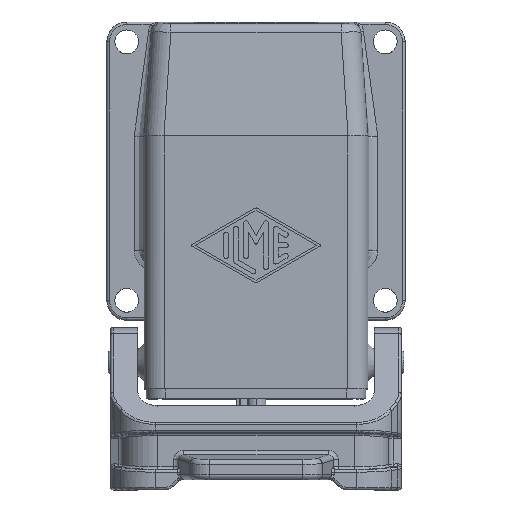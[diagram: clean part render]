
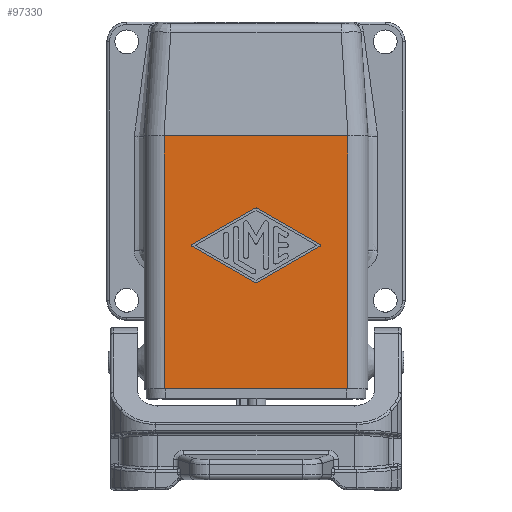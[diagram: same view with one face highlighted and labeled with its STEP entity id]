
A CAD part, top view. The second image highlights one B-rep face of the part: STEP entity #97330.
In plain terms, the highlighted planar face has unit normal (0, 0, 1).
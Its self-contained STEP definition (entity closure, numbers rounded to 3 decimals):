
#94950=CARTESIAN_POINT('',(78.049,43.081,105.9));
#94960=VERTEX_POINT('',#94950);
#95130=CARTESIAN_POINT('',(85.266,55.706,105.9));
#95140=VERTEX_POINT('',#95130);
#95170=CARTESIAN_POINT('',(85.408,55.955,105.9));
#95180=DIRECTION('',(-0.496,-0.868,0.));
#95190=VECTOR('',#95180,1.);
#95200=LINE('',#95170,#95190);
#95210=EDGE_CURVE('',#95140,#94960,#95200,.T.);
#96330=CARTESIAN_POINT('',(80.832,33.955,105.9));
#96340=DIRECTION('',(-0.,-0.,-1.));
#96350=DIRECTION('',(0.,-1.,0.));
#96360=AXIS2_PLACEMENT_3D('',#96330,#96340,#96350);
#96370=PLANE('',#96360);
#96380=CARTESIAN_POINT('',(77.832,68.705,105.9));
#96390=DIRECTION('',(0.,0.,1.));
#96400=DIRECTION('',(0.,1.,0.));
#96410=AXIS2_PLACEMENT_3D('',#96380,#96390,#96400);
#96420=CIRCLE('',#96410,0.25);
#96430=CARTESIAN_POINT('',(78.049,68.829,105.9));
#96440=VERTEX_POINT('',#96430);
#96450=CARTESIAN_POINT('',(77.615,68.829,105.9));
#96460=VERTEX_POINT('',#96450);
#96470=EDGE_CURVE('',#96440,#96460,#96420,.T.);
#96480=ORIENTED_EDGE('',*,*,#96470,.F.);
#96490=CARTESIAN_POINT('',(70.256,55.955,105.9));
#96500=DIRECTION('',(0.496,0.868,0.));
#96510=VECTOR('',#96500,1.);
#96520=LINE('',#96490,#96510);
#96530=CARTESIAN_POINT('',(70.398,56.203,105.9));
#96540=VERTEX_POINT('',#96530);
#96550=EDGE_CURVE('',#96540,#96460,#96520,.T.);
#96560=ORIENTED_EDGE('',*,*,#96550,.T.);
#96570=CARTESIAN_POINT('',(70.832,55.955,105.9));
#96580=DIRECTION('',(0.,0.,1.));
#96590=DIRECTION('',(0.,1.,0.));
#96600=AXIS2_PLACEMENT_3D('',#96570,#96580,#96590);
#96610=CIRCLE('',#96600,0.5);
#96620=CARTESIAN_POINT('',(70.398,55.706,105.9));
#96630=VERTEX_POINT('',#96620);
#96640=EDGE_CURVE('',#96540,#96630,#96610,.T.);
#96650=ORIENTED_EDGE('',*,*,#96640,.F.);
#96660=CARTESIAN_POINT('',(70.256,55.955,105.9));
#96670=DIRECTION('',(-0.496,0.868,-0.));
#96680=VECTOR('',#96670,1.);
#96690=LINE('',#96660,#96680);
#96700=CARTESIAN_POINT('',(77.614,43.081,105.9));
#96710=VERTEX_POINT('',#96700);
#96720=EDGE_CURVE('',#96710,#96630,#96690,.T.);
#96730=ORIENTED_EDGE('',*,*,#96720,.T.);
#96740=CARTESIAN_POINT('',(77.832,43.205,105.9));
#96750=DIRECTION('',(0.,0.,1.));
#96760=DIRECTION('',(0.,1.,0.));
#96770=AXIS2_PLACEMENT_3D('',#96740,#96750,#96760);
#96780=CIRCLE('',#96770,0.25);
#96790=EDGE_CURVE('',#96710,#94960,#96780,.T.);
#96800=ORIENTED_EDGE('',*,*,#96790,.F.);
#96810=ORIENTED_EDGE('',*,*,#95210,.T.);
#96820=CARTESIAN_POINT('',(84.832,55.955,105.9));
#96830=DIRECTION('',(0.,0.,1.));
#96840=DIRECTION('',(0.,1.,0.));
#96850=AXIS2_PLACEMENT_3D('',#96820,#96830,#96840);
#96860=CIRCLE('',#96850,0.5);
#96870=CARTESIAN_POINT('',(85.266,56.203,105.9));
#96880=VERTEX_POINT('',#96870);
#96890=EDGE_CURVE('',#95140,#96880,#96860,.T.);
#96900=ORIENTED_EDGE('',*,*,#96890,.F.);
#96910=CARTESIAN_POINT('',(85.408,55.955,105.9));
#96920=DIRECTION('',(0.496,-0.868,0.));
#96930=VECTOR('',#96920,1.);
#96940=LINE('',#96910,#96930);
#96950=EDGE_CURVE('',#96440,#96880,#96940,.T.);
#96960=ORIENTED_EDGE('',*,*,#96950,.T.);
#96970=EDGE_LOOP('',(#96960,#96900,#96810,#96800,#96730,#96650,#96560,
#96480));
#96980=FACE_BOUND('',#96970,.T.);
#96990=CARTESIAN_POINT('',(55.832,55.955,105.9));
#97000=DIRECTION('',(0.,1.,0.));
#97010=VECTOR('',#97000,1.);
#97020=LINE('',#96990,#97010);
#97030=CARTESIAN_POINT('',(55.832,37.455,105.9));
#97040=VERTEX_POINT('',#97030);
#97050=CARTESIAN_POINT('',(55.832,74.455,105.9));
#97060=VERTEX_POINT('',#97050);
#97070=EDGE_CURVE('',#97040,#97060,#97020,.T.);
#97080=ORIENTED_EDGE('',*,*,#97070,.F.);
#97090=CARTESIAN_POINT('',(33.831,74.455,105.9));
#97100=DIRECTION('',(-1.,0.,0.));
#97110=VECTOR('',#97100,1.);
#97120=LINE('',#97090,#97110);
#97130=CARTESIAN_POINT('',(106.732,74.455,105.9));
#97140=VERTEX_POINT('',#97130);
#97150=EDGE_CURVE('',#97140,#97060,#97120,.T.);
#97160=ORIENTED_EDGE('',*,*,#97150,.T.);
#97170=CARTESIAN_POINT('',(106.732,55.955,105.9));
#97180=DIRECTION('',(0.,-1.,0.));
#97190=VECTOR('',#97180,1.);
#97200=LINE('',#97170,#97190);
#97210=CARTESIAN_POINT('',(106.732,37.455,105.9));
#97220=VERTEX_POINT('',#97210);
#97230=EDGE_CURVE('',#97140,#97220,#97200,.T.);
#97240=ORIENTED_EDGE('',*,*,#97230,.F.);
#97250=CARTESIAN_POINT('',(33.831,37.455,105.9));
#97260=DIRECTION('',(-1.,0.,0.));
#97270=VECTOR('',#97260,1.);
#97280=LINE('',#97250,#97270);
#97290=EDGE_CURVE('',#97220,#97040,#97280,.T.);
#97300=ORIENTED_EDGE('',*,*,#97290,.F.);
#97310=EDGE_LOOP('',(#97300,#97240,#97160,#97080));
#97320=FACE_OUTER_BOUND('',#97310,.T.);
#97330=ADVANCED_FACE('',(#96980,#97320),#96370,.F.);
